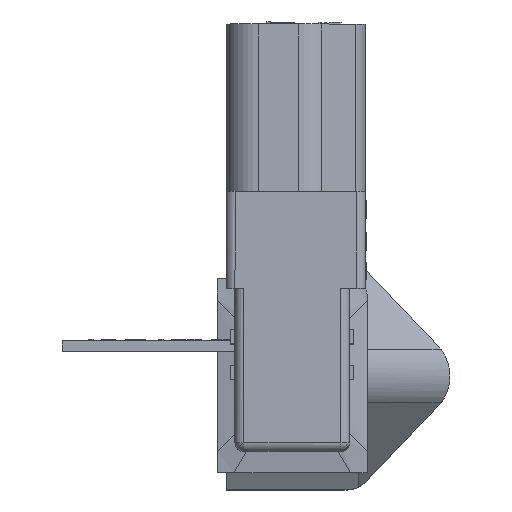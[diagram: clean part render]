
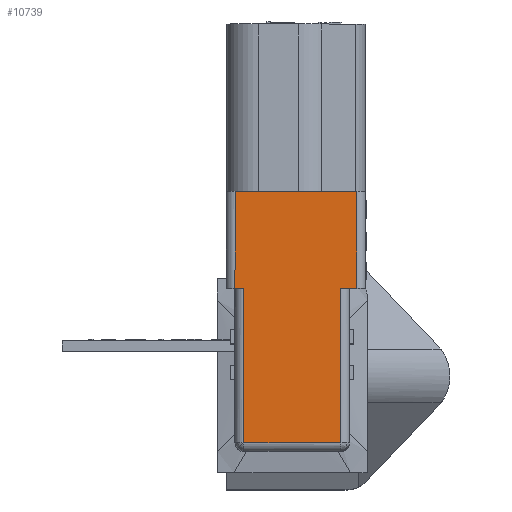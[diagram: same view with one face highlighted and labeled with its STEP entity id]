
A CAD part, top view. The second image highlights one B-rep face of the part: STEP entity #10739.
In plain terms, the highlighted face is planar.
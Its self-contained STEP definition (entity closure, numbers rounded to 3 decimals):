
#534 = VECTOR ( 'NONE', #30280, 1000. ) ;
#790 = EDGE_CURVE ( 'NONE', #9995, #35878, #24841, .T. ) ;
#1157 = DIRECTION ( 'NONE',  ( 0., 0., -1. ) ) ;
#1187 = EDGE_CURVE ( 'NONE', #29756, #34874, #14904, .T. ) ;
#2697 = AXIS2_PLACEMENT_3D ( 'NONE', #35490, #39621, #40294 ) ;
#2823 = LINE ( 'NONE', #29876, #42398 ) ;
#3184 = CARTESIAN_POINT ( 'NONE',  ( -12., 8.124, 30. ) ) ;
#4609 = VECTOR ( 'NONE', #8391, 1000. ) ;
#4742 = CARTESIAN_POINT ( 'NONE',  ( -12., -3.87, 30. ) ) ;
#5025 = EDGE_CURVE ( 'NONE', #34874, #21093, #30568, .T. ) ;
#5090 = CARTESIAN_POINT ( 'NONE',  ( -12., -3.865, 19. ) ) ;
#6069 = CARTESIAN_POINT ( 'NONE',  ( -12., -3.87, 30. ) ) ;
#6396 = CARTESIAN_POINT ( 'NONE',  ( -12., -2.876, 47.5 ) ) ;
#6594 = ORIENTED_EDGE ( 'NONE', *, *, #5025, .T. ) ;
#7481 = CARTESIAN_POINT ( 'NONE',  ( -12., 9.935, 19. ) ) ;
#8391 = DIRECTION ( 'NONE',  ( 0., 0., -1. ) ) ;
#9547 = CARTESIAN_POINT ( 'NONE',  ( -12., -3.867, 22.667 ) ) ;
#9754 = VECTOR ( 'NONE', #46937, 1000. ) ;
#9995 = VERTEX_POINT ( 'NONE', #4742 ) ;
#10739 = ADVANCED_FACE ( 'NONE', ( #44856 ), #22886, .T. ) ;
#11362 = ORIENTED_EDGE ( 'NONE', *, *, #38103, .T. ) ;
#13677 = ORIENTED_EDGE ( 'NONE', *, *, #24884, .T. ) ;
#14170 = DIRECTION ( 'NONE',  ( 0., -1., 0. ) ) ;
#14306 = CARTESIAN_POINT ( 'NONE',  ( -12., -2.876, 19. ) ) ;
#14904 = LINE ( 'NONE', #14306, #9754 ) ;
#15407 = CARTESIAN_POINT ( 'NONE',  ( -12., 8.124, 47.5 ) ) ;
#17399 = VERTEX_POINT ( 'NONE', #18745 ) ;
#17735 = EDGE_LOOP ( 'NONE', ( #47264, #6594, #11362, #13677, #48946, #43376, #47846, #30082 ) ) ;
#18606 = CARTESIAN_POINT ( 'NONE',  ( -12., 10.935, 30. ) ) ;
#18745 = CARTESIAN_POINT ( 'NONE',  ( -12., 9.935, 30. ) ) ;
#21093 = VERTEX_POINT ( 'NONE', #15407 ) ;
#21839 = CARTESIAN_POINT ( 'NONE',  ( -12., 0., 19. ) ) ;
#22445 = LINE ( 'NONE', #18606, #35827 ) ;
#22667 = CARTESIAN_POINT ( 'NONE',  ( -12., -3.207, 30. ) ) ;
#22886 = PLANE ( 'NONE',  #2697 ) ;
#24464 = CARTESIAN_POINT ( 'NONE',  ( -12., 9.935, 19. ) ) ;
#24841 = B_SPLINE_CURVE_WITH_KNOTS ( 'NONE', 3,
 ( #33985, #50051, #9547, #5090 ),
 .UNSPECIFIED., .F., .F.,
 ( 4, 4 ),
 ( 0., 1. ),
 .UNSPECIFIED. ) ;
#24884 = EDGE_CURVE ( 'NONE', #52378, #17399, #22445, .T. ) ;
#26934 = CARTESIAN_POINT ( 'NONE',  ( -12., -2.876, 30. ) ) ;
#26952 = DIRECTION ( 'NONE',  ( 0., 1., 0. ) ) ;
#28336 = EDGE_CURVE ( 'NONE', #45294, #35878, #30509, .T. ) ;
#28854 = EDGE_CURVE ( 'NONE', #29756, #9995, #48858, .T. ) ;
#29204 = VECTOR ( 'NONE', #14170, 1000. ) ;
#29756 = VERTEX_POINT ( 'NONE', #36295 ) ;
#29876 = CARTESIAN_POINT ( 'NONE',  ( -12., 8.124, 19. ) ) ;
#30082 = ORIENTED_EDGE ( 'NONE', *, *, #28854, .F. ) ;
#30280 = DIRECTION ( 'NONE',  ( 0., 1., 0. ) ) ;
#30509 = LINE ( 'NONE', #21839, #29204 ) ;
#30568 = LINE ( 'NONE', #45793, #534 ) ;
#33985 = CARTESIAN_POINT ( 'NONE',  ( -12., -3.87, 30. ) ) ;
#34874 = VERTEX_POINT ( 'NONE', #6396 ) ;
#35490 = CARTESIAN_POINT ( 'NONE',  ( -12., 10.935, 19. ) ) ;
#35827 = VECTOR ( 'NONE', #26952, 1000. ) ;
#35878 = VERTEX_POINT ( 'NONE', #36487 ) ;
#36295 = CARTESIAN_POINT ( 'NONE',  ( -12., -2.876, 30. ) ) ;
#36487 = CARTESIAN_POINT ( 'NONE',  ( -12., -3.865, 19. ) ) ;
#37170 = LINE ( 'NONE', #24464, #4609 ) ;
#38103 = EDGE_CURVE ( 'NONE', #21093, #52378, #2823, .T. ) ;
#39350 = EDGE_CURVE ( 'NONE', #17399, #45294, #37170, .T. ) ;
#39621 = DIRECTION ( 'NONE',  ( -1., 0., 0. ) ) ;
#40294 = DIRECTION ( 'NONE',  ( 0., 0., 1. ) ) ;
#42398 = VECTOR ( 'NONE', #1157, 1000. ) ;
#43376 = ORIENTED_EDGE ( 'NONE', *, *, #28336, .T. ) ;
#44856 = FACE_OUTER_BOUND ( 'NONE', #17735, .T. ) ;
#45294 = VERTEX_POINT ( 'NONE', #7481 ) ;
#45793 = CARTESIAN_POINT ( 'NONE',  ( -12., 10.935, 47.5 ) ) ;
#46580 = CARTESIAN_POINT ( 'NONE',  ( -12., -3.539, 30. ) ) ;
#46937 = DIRECTION ( 'NONE',  ( 0., 0., 1. ) ) ;
#47264 = ORIENTED_EDGE ( 'NONE', *, *, #1187, .T. ) ;
#47846 = ORIENTED_EDGE ( 'NONE', *, *, #790, .F. ) ;
#48858 = B_SPLINE_CURVE_WITH_KNOTS ( 'NONE', 3,
 ( #26934, #22667, #46580, #6069 ),
 .UNSPECIFIED., .F., .F.,
 ( 4, 4 ),
 ( 0., 1. ),
 .UNSPECIFIED. ) ;
#48946 = ORIENTED_EDGE ( 'NONE', *, *, #39350, .T. ) ;
#50051 = CARTESIAN_POINT ( 'NONE',  ( -12., -3.869, 26.333 ) ) ;
#52378 = VERTEX_POINT ( 'NONE', #3184 ) ;
